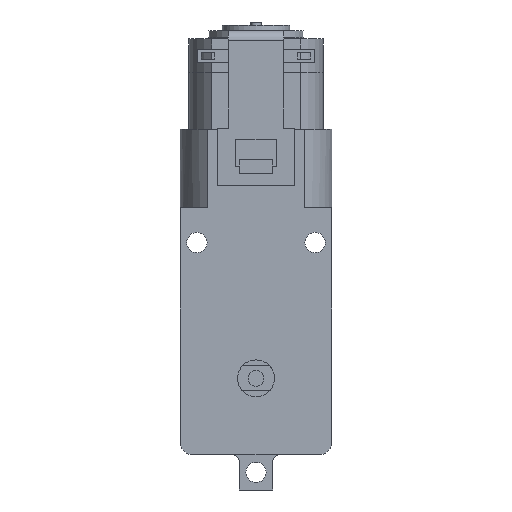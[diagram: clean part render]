
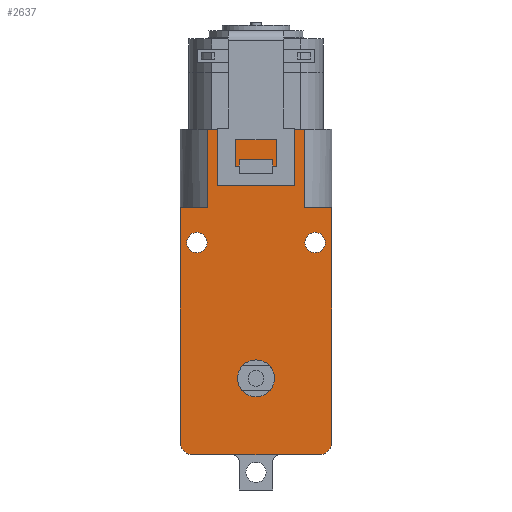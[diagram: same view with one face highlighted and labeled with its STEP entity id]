
A CAD part, front view. The second image highlights one B-rep face of the part: STEP entity #2637.
In plain terms, the highlighted planar face has unit normal (0, -1, 0).
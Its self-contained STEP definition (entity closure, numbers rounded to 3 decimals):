
#57=FACE_BOUND('',#383,.T.);
#58=FACE_BOUND('',#384,.T.);
#59=FACE_BOUND('',#385,.T.);
#60=FACE_BOUND('',#386,.T.);
#101=PLANE('',#2873);
#228=FACE_OUTER_BOUND('',#382,.T.);
#382=EDGE_LOOP('',(#1944,#1945,#1946,#1947,#1948,#1949,#1950,#1951,#1952,
#1953));
#383=EDGE_LOOP('',(#1954,#1955,#1956,#1957,#1958,#1959,#1960,#1961));
#384=EDGE_LOOP('',(#1962));
#385=EDGE_LOOP('',(#1963));
#386=EDGE_LOOP('',(#1964));
#566=LINE('',#3960,#864);
#571=LINE('',#3968,#869);
#572=LINE('',#3970,#870);
#573=LINE('',#3972,#871);
#574=LINE('',#3974,#872);
#575=LINE('',#3976,#873);
#576=LINE('',#3978,#874);
#577=LINE('',#3980,#875);
#578=LINE('',#3984,#876);
#579=LINE('',#3986,#877);
#580=LINE('',#3988,#878);
#581=LINE('',#3990,#879);
#582=LINE('',#3992,#880);
#583=LINE('',#3994,#881);
#584=LINE('',#3996,#882);
#585=LINE('',#3997,#883);
#864=VECTOR('',#3201,10.);
#869=VECTOR('',#3208,10.);
#870=VECTOR('',#3209,10.);
#871=VECTOR('',#3210,10.);
#872=VECTOR('',#3211,10.);
#873=VECTOR('',#3212,10.);
#874=VECTOR('',#3213,10.);
#875=VECTOR('',#3214,10.);
#876=VECTOR('',#3217,10.);
#877=VECTOR('',#3218,10.);
#878=VECTOR('',#3219,10.);
#879=VECTOR('',#3220,10.);
#880=VECTOR('',#3221,10.);
#881=VECTOR('',#3222,10.);
#882=VECTOR('',#3223,10.);
#883=VECTOR('',#3224,10.);
#1158=CIRCLE('',#2871,2.);
#1159=CIRCLE('',#2874,2.);
#1160=CIRCLE('',#2875,2.73);
#1161=CIRCLE('',#2876,1.5);
#1162=CIRCLE('',#2877,1.5);
#1251=VERTEX_POINT('',#3953);
#1252=VERTEX_POINT('',#3955);
#1253=VERTEX_POINT('',#3959);
#1255=VERTEX_POINT('',#3967);
#1256=VERTEX_POINT('',#3969);
#1257=VERTEX_POINT('',#3971);
#1258=VERTEX_POINT('',#3973);
#1259=VERTEX_POINT('',#3975);
#1260=VERTEX_POINT('',#3977);
#1261=VERTEX_POINT('',#3979);
#1262=VERTEX_POINT('',#3982);
#1263=VERTEX_POINT('',#3983);
#1264=VERTEX_POINT('',#3985);
#1265=VERTEX_POINT('',#3987);
#1266=VERTEX_POINT('',#3989);
#1267=VERTEX_POINT('',#3991);
#1268=VERTEX_POINT('',#3993);
#1269=VERTEX_POINT('',#3995);
#1270=VERTEX_POINT('',#3998);
#1271=VERTEX_POINT('',#4000);
#1272=VERTEX_POINT('',#4002);
#1517=EDGE_CURVE('',#1251,#1252,#1158,.T.);
#1519=EDGE_CURVE('',#1253,#1252,#566,.T.);
#1524=EDGE_CURVE('',#1251,#1255,#571,.T.);
#1525=EDGE_CURVE('',#1255,#1256,#572,.T.);
#1526=EDGE_CURVE('',#1256,#1257,#573,.T.);
#1527=EDGE_CURVE('',#1258,#1257,#574,.T.);
#1528=EDGE_CURVE('',#1259,#1258,#575,.T.);
#1529=EDGE_CURVE('',#1259,#1260,#576,.T.);
#1530=EDGE_CURVE('',#1260,#1261,#577,.T.);
#1531=EDGE_CURVE('',#1253,#1261,#1159,.T.);
#1532=EDGE_CURVE('',#1262,#1263,#578,.T.);
#1533=EDGE_CURVE('',#1263,#1264,#579,.T.);
#1534=EDGE_CURVE('',#1264,#1265,#580,.T.);
#1535=EDGE_CURVE('',#1265,#1266,#581,.T.);
#1536=EDGE_CURVE('',#1266,#1267,#582,.T.);
#1537=EDGE_CURVE('',#1267,#1268,#583,.T.);
#1538=EDGE_CURVE('',#1268,#1269,#584,.T.);
#1539=EDGE_CURVE('',#1269,#1262,#585,.T.);
#1540=EDGE_CURVE('',#1270,#1270,#1160,.T.);
#1541=EDGE_CURVE('',#1271,#1271,#1161,.T.);
#1542=EDGE_CURVE('',#1272,#1272,#1162,.T.);
#1944=ORIENTED_EDGE('',*,*,#1517,.F.);
#1945=ORIENTED_EDGE('',*,*,#1524,.T.);
#1946=ORIENTED_EDGE('',*,*,#1525,.T.);
#1947=ORIENTED_EDGE('',*,*,#1526,.T.);
#1948=ORIENTED_EDGE('',*,*,#1527,.F.);
#1949=ORIENTED_EDGE('',*,*,#1528,.F.);
#1950=ORIENTED_EDGE('',*,*,#1529,.T.);
#1951=ORIENTED_EDGE('',*,*,#1530,.T.);
#1952=ORIENTED_EDGE('',*,*,#1531,.F.);
#1953=ORIENTED_EDGE('',*,*,#1519,.T.);
#1954=ORIENTED_EDGE('',*,*,#1532,.T.);
#1955=ORIENTED_EDGE('',*,*,#1533,.T.);
#1956=ORIENTED_EDGE('',*,*,#1534,.T.);
#1957=ORIENTED_EDGE('',*,*,#1535,.T.);
#1958=ORIENTED_EDGE('',*,*,#1536,.T.);
#1959=ORIENTED_EDGE('',*,*,#1537,.T.);
#1960=ORIENTED_EDGE('',*,*,#1538,.T.);
#1961=ORIENTED_EDGE('',*,*,#1539,.T.);
#1962=ORIENTED_EDGE('',*,*,#1540,.T.);
#1963=ORIENTED_EDGE('',*,*,#1541,.T.);
#1964=ORIENTED_EDGE('',*,*,#1542,.T.);
#2637=ADVANCED_FACE('',(#228,#57,#58,#59,#60),#101,.F.);
#2871=AXIS2_PLACEMENT_3D('',#3956,#3196,#3197);
#2873=AXIS2_PLACEMENT_3D('',#3966,#3206,#3207);
#2874=AXIS2_PLACEMENT_3D('',#3981,#3215,#3216);
#2875=AXIS2_PLACEMENT_3D('',#3999,#3225,#3226);
#2876=AXIS2_PLACEMENT_3D('',#4001,#3227,#3228);
#2877=AXIS2_PLACEMENT_3D('',#4003,#3229,#3230);
#3196=DIRECTION('center_axis',(0.,1.,0.));
#3197=DIRECTION('ref_axis',(0.707,0.,-0.707));
#3201=DIRECTION('',(1.,0.,0.));
#3206=DIRECTION('center_axis',(0.,1.,0.));
#3207=DIRECTION('ref_axis',(1.,0.,0.));
#3208=DIRECTION('',(0.,0.,1.));
#3209=DIRECTION('',(-1.,0.,0.));
#3210=DIRECTION('',(0.,0.,1.));
#3211=DIRECTION('',(1.,0.,0.));
#3212=DIRECTION('',(0.,0.,1.));
#3213=DIRECTION('',(-1.,0.,0.));
#3214=DIRECTION('',(0.,0.,-1.));
#3215=DIRECTION('center_axis',(0.,1.,0.));
#3216=DIRECTION('ref_axis',(-0.707,0.,-0.707));
#3217=DIRECTION('',(0.,0.,-1.));
#3218=DIRECTION('',(1.,0.,0.));
#3219=DIRECTION('',(0.,0.,-1.));
#3220=DIRECTION('',(-1.,0.,0.));
#3221=DIRECTION('',(0.,0.,1.));
#3222=DIRECTION('',(1.,0.,0.));
#3223=DIRECTION('',(0.,0.,1.));
#3224=DIRECTION('',(1.,0.,0.));
#3225=DIRECTION('center_axis',(0.,1.,0.));
#3226=DIRECTION('ref_axis',(1.,0.,0.));
#3227=DIRECTION('center_axis',(0.,1.,0.));
#3228=DIRECTION('ref_axis',(1.,0.,0.));
#3229=DIRECTION('center_axis',(0.,1.,0.));
#3230=DIRECTION('ref_axis',(1.,0.,0.));
#3953=CARTESIAN_POINT('',(11.25,-9.47,-9.33));
#3955=CARTESIAN_POINT('',(9.25,-9.47,-11.33));
#3956=CARTESIAN_POINT('Origin',(9.25,-9.47,-9.33));
#3959=CARTESIAN_POINT('',(-9.25,-9.47,-11.33));
#3960=CARTESIAN_POINT('',(11.25,-9.47,-11.33));
#3966=CARTESIAN_POINT('Origin',(0.,-9.47,6.97));
#3967=CARTESIAN_POINT('',(11.25,-9.47,25.27));
#3968=CARTESIAN_POINT('',(11.25,-9.47,25.27));
#3969=CARTESIAN_POINT('',(7.132,-9.47,25.27));
#3970=CARTESIAN_POINT('',(-11.25,-9.47,25.27));
#3971=CARTESIAN_POINT('',(7.132,-9.47,36.87));
#3972=CARTESIAN_POINT('',(7.132,-9.47,25.27));
#3973=CARTESIAN_POINT('',(-7.132,-9.47,36.87));
#3974=CARTESIAN_POINT('',(7.132,-9.47,36.87));
#3975=CARTESIAN_POINT('',(-7.132,-9.47,25.27));
#3976=CARTESIAN_POINT('',(-7.132,-9.47,25.27));
#3977=CARTESIAN_POINT('',(-11.25,-9.47,25.27));
#3978=CARTESIAN_POINT('',(-11.25,-9.47,25.27));
#3979=CARTESIAN_POINT('',(-11.25,-9.47,-9.33));
#3980=CARTESIAN_POINT('',(-11.25,-9.47,-11.33));
#3981=CARTESIAN_POINT('Origin',(-9.25,-9.47,-9.33));
#3982=CARTESIAN_POINT('',(2.5,-9.47,32.37));
#3983=CARTESIAN_POINT('',(2.5,-9.47,31.37));
#3984=CARTESIAN_POINT('',(2.5,-9.47,19.17));
#3985=CARTESIAN_POINT('',(3.,-9.47,31.37));
#3986=CARTESIAN_POINT('',(1.5,-9.47,31.37));
#3987=CARTESIAN_POINT('',(3.,-9.47,28.87));
#3988=CARTESIAN_POINT('',(3.,-9.47,17.92));
#3989=CARTESIAN_POINT('',(-3.,-9.47,28.87));
#3990=CARTESIAN_POINT('',(-1.5,-9.47,28.87));
#3991=CARTESIAN_POINT('',(-3.,-9.47,31.37));
#3992=CARTESIAN_POINT('',(-3.,-9.47,19.17));
#3993=CARTESIAN_POINT('',(-2.5,-9.47,31.37));
#3994=CARTESIAN_POINT('',(1.5,-9.47,31.37));
#3995=CARTESIAN_POINT('',(-2.5,-9.47,32.37));
#3996=CARTESIAN_POINT('',(-2.5,-9.47,19.17));
#3997=CARTESIAN_POINT('',(0.,-9.47,32.37));
#3998=CARTESIAN_POINT('',(-2.73,-9.47,0.));
#3999=CARTESIAN_POINT('Origin',(0.,-9.47,0.));
#4000=CARTESIAN_POINT('',(7.25,-9.47,20.11));
#4001=CARTESIAN_POINT('Origin',(8.75,-9.47,20.11));
#4002=CARTESIAN_POINT('',(-10.25,-9.47,20.11));
#4003=CARTESIAN_POINT('Origin',(-8.75,-9.47,20.11));
